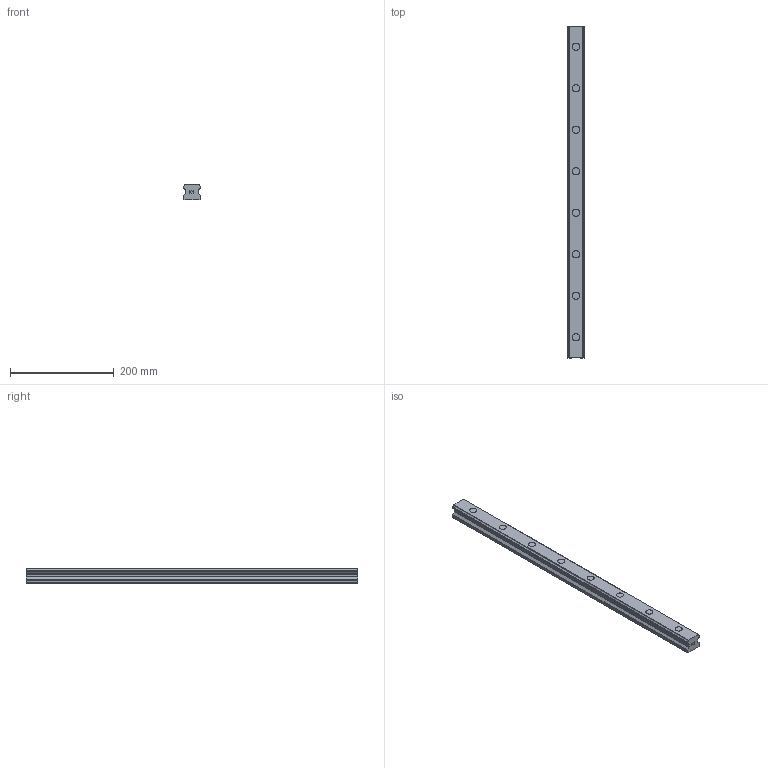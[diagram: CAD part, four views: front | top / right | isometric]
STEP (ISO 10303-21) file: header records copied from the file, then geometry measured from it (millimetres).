
FILE_DESCRIPTION(('STEP AP214'),'1');
FILE_NAME('cctmp_2CF478A0-8255-4064-A488-466003086C62_2020_7_1_13_47_0_195..stp','2020-07-01T11:47:00',('HIWIN GmbH'),('CADClick - www.CADClick.com'),'Spatial InterOp 3D',' ','unknown authorization');
FILE_SCHEMA(('AUTOMOTIVE_DESIGN'));
Length unit declared in the file: millimetre
Products named in the file (1): HGR35R640H_FILE
Bounding box: 34 x 640 x 29 mm (x, y, z)
Volume: 522999.2 mm3; surface area: 94025 mm2
Topology: 1 solids, 1 shells, 187 faces, 471 edges, 314 vertices
Faces by surface type: plane 117, cylinder 70
Entity records: 7145 total; most frequent: DIRECTION 987, CARTESIAN_POINT 973, ORIENTED_EDGE 942, EDGE_CURVE 471, LINE 331, VECTOR 331, AXIS2_PLACEMENT_3D 328, VERTEX_POINT 314
